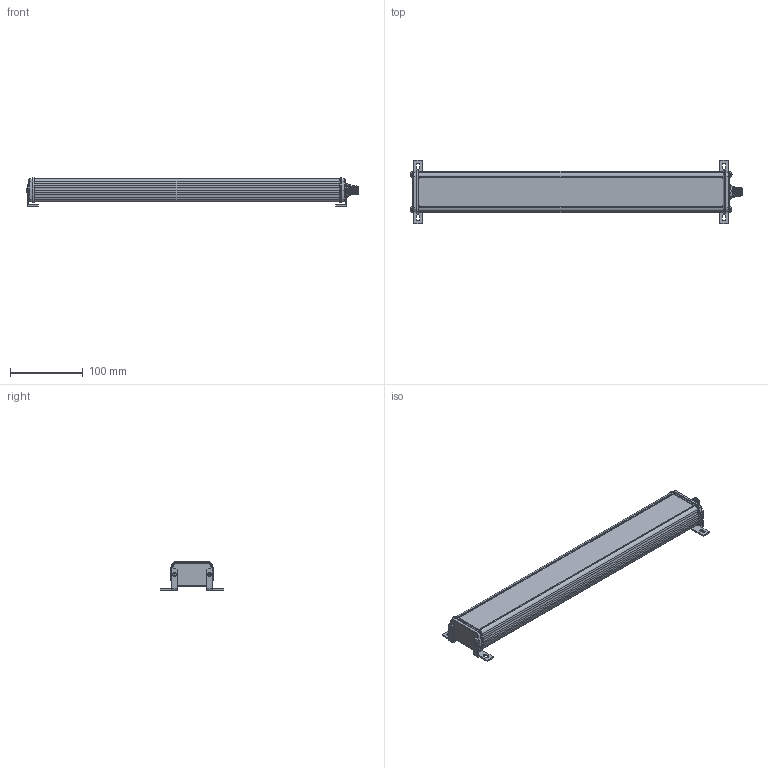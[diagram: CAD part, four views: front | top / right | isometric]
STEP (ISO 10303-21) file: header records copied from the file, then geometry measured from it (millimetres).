
FILE_DESCRIPTION (( 'STEP AP203' ), '1' );
FILE_NAME ('ODC 384-xx QD (No Mounting Bracket).STEP', '2023-02-26T18:44:09', ( '' ), ( '' ), 'SwSTEP 2.0', 'SolidWorks 2017', '' );
FILE_SCHEMA (( 'CONFIG_CONTROL_DESIGN' ));
Length unit declared in the file: millimetre
Products named in the file (1): ODC 384-xx QD (No Mounting Bracket)
Bounding box: 454.85 x 86.5 x 39.3 mm (x, y, z)
Volume: 735899 mm3; surface area: 82455 mm2
Topology: 1 solids, 1 shells, 438 faces, 1152 edges, 738 vertices
Faces by surface type: cylinder 163, plane 149, bspline 80, cone 46
Entity records: 25607 total; most frequent: CARTESIAN_POINT 15342, ORIENTED_EDGE 2304, DIRECTION 1955, EDGE_CURVE 1152, VERTEX_POINT 738, AXIS2_PLACEMENT_3D 707, VECTOR 541, LINE 541
